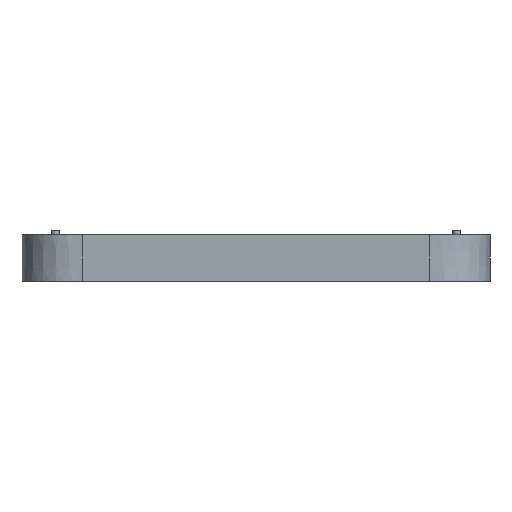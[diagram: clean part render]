
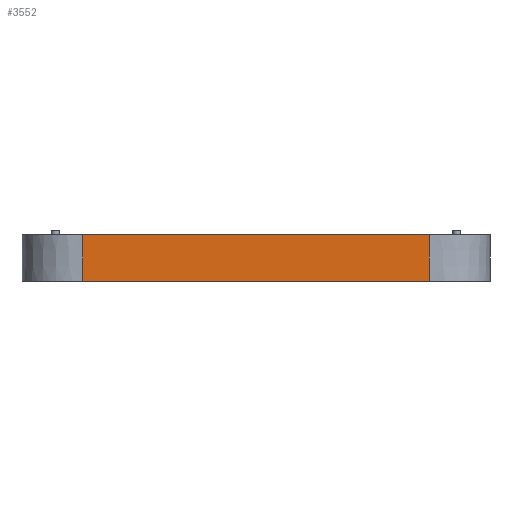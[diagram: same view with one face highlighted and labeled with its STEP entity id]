
A CAD part, left-side view. The second image highlights one B-rep face of the part: STEP entity #3552.
In plain terms, the highlighted planar face has unit normal (-1, 0, 0).
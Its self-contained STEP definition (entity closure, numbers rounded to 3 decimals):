
#158=PLANE('',#3882);
#344=FACE_OUTER_BOUND('',#546,.T.);
#546=EDGE_LOOP('',(#3293,#3294,#3295,#3296));
#712=LINE('',#5379,#1088);
#721=LINE('',#5485,#1097);
#722=LINE('',#5527,#1098);
#723=LINE('',#5551,#1099);
#1088=VECTOR('',#4304,10.);
#1097=VECTOR('',#4325,10.);
#1098=VECTOR('',#4326,10.);
#1099=VECTOR('',#4329,10.);
#1602=VERTEX_POINT('',#5355);
#1603=VERTEX_POINT('',#5378);
#1610=VERTEX_POINT('',#5462);
#1611=VERTEX_POINT('',#5526);
#1998=EDGE_CURVE('',#1602,#1603,#712,.T.);
#2011=EDGE_CURVE('',#1610,#1602,#721,.T.);
#2012=EDGE_CURVE('',#1603,#1611,#722,.T.);
#2014=EDGE_CURVE('',#1611,#1610,#723,.T.);
#3293=ORIENTED_EDGE('',*,*,#2011,.F.);
#3294=ORIENTED_EDGE('',*,*,#2014,.F.);
#3295=ORIENTED_EDGE('',*,*,#2012,.F.);
#3296=ORIENTED_EDGE('',*,*,#1998,.F.);
#3552=ADVANCED_FACE('',(#344),#158,.T.);
#3882=AXIS2_PLACEMENT_3D('',#6093,#4889,#4890);
#4304=DIRECTION('',(0.,1.,0.));
#4325=DIRECTION('',(0.,0.,-1.));
#4326=DIRECTION('',(0.,0.,1.));
#4329=DIRECTION('',(0.,-1.,0.));
#4889=DIRECTION('center_axis',(-1.,0.,0.));
#4890=DIRECTION('ref_axis',(0.,1.,0.));
#5355=CARTESIAN_POINT('',(-19.9,-81.1,-11.6));
#5378=CARTESIAN_POINT('',(-19.9,4.9,-11.6));
#5379=CARTESIAN_POINT('',(-19.9,-96.1,-11.6));
#5462=CARTESIAN_POINT('',(-19.9,-81.1,0.));
#5485=CARTESIAN_POINT('',(-19.9,-81.1,-3.));
#5526=CARTESIAN_POINT('',(-19.9,4.9,0.));
#5527=CARTESIAN_POINT('',(-19.9,4.9,-3.));
#5551=CARTESIAN_POINT('',(-19.9,-96.1,0.));
#6093=CARTESIAN_POINT('Origin',(-19.9,-96.1,-3.));
